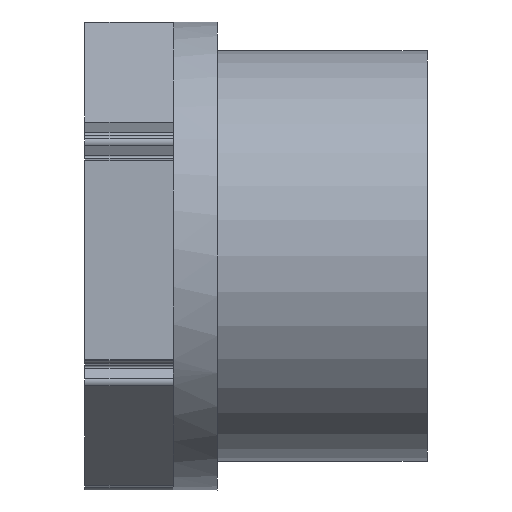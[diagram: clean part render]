
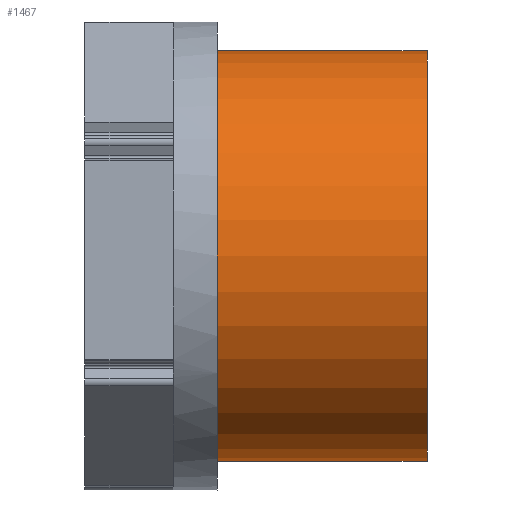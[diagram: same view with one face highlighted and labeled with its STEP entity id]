
A CAD part, left-side view. The second image highlights one B-rep face of the part: STEP entity #1467.
In plain terms, the highlighted cylindrical face has radius 9.3 mm (diameter 18.6 mm), a partial arc.
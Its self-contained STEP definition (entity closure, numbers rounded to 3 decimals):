
#11 = VECTOR ( 'NONE', #1358, 1000. ) ;
#65 = CIRCLE ( 'NONE', #256, 9.3 ) ;
#78 = DIRECTION ( 'NONE',  ( 0., 0., 1. ) ) ;
#86 = DIRECTION ( 'NONE',  ( 0., 0., 1. ) ) ;
#100 = CIRCLE ( 'NONE', #2093, 9.3 ) ;
#102 = CARTESIAN_POINT ( 'NONE',  ( 0., -9.5, 9.3 ) ) ;
#108 = ORIENTED_EDGE ( 'NONE', *, *, #839, .T. ) ;
#117 = CARTESIAN_POINT ( 'NONE',  ( 0., 0., -9.3 ) ) ;
#234 = CYLINDRICAL_SURFACE ( 'NONE', #1941, 9.3 ) ;
#256 = AXIS2_PLACEMENT_3D ( 'NONE', #2128, #1109, #86 ) ;
#359 = ORIENTED_EDGE ( 'NONE', *, *, #924, .T. ) ;
#399 = VECTOR ( 'NONE', #1299, 1000. ) ;
#404 = ORIENTED_EDGE ( 'NONE', *, *, #2139, .F. ) ;
#521 = LINE ( 'NONE', #1083, #11 ) ;
#679 = VERTEX_POINT ( 'NONE', #1242 ) ;
#681 = CARTESIAN_POINT ( 'NONE',  ( 0., -9.5, -9.3 ) ) ;
#803 = VERTEX_POINT ( 'NONE', #1052 ) ;
#839 = EDGE_CURVE ( 'NONE', #1502, #803, #100, .T. ) ;
#924 = EDGE_CURVE ( 'NONE', #803, #679, #2213, .T. ) ;
#1052 = CARTESIAN_POINT ( 'NONE',  ( 0., -9.5, 9.3 ) ) ;
#1083 = CARTESIAN_POINT ( 'NONE',  ( 0., -9.5, -9.3 ) ) ;
#1105 = DIRECTION ( 'NONE',  ( 0., 1., 0. ) ) ;
#1109 = DIRECTION ( 'NONE',  ( 0., 1., 0. ) ) ;
#1136 = FACE_OUTER_BOUND ( 'NONE', #1932, .T. ) ;
#1242 = CARTESIAN_POINT ( 'NONE',  ( 0., 0., 9.3 ) ) ;
#1299 = DIRECTION ( 'NONE',  ( 0., 1., 0. ) ) ;
#1358 = DIRECTION ( 'NONE',  ( 0., 1., 0. ) ) ;
#1467 = ADVANCED_FACE ( 'NONE', ( #1136 ), #234, .T. ) ;
#1502 = VERTEX_POINT ( 'NONE', #681 ) ;
#1505 = CARTESIAN_POINT ( 'NONE',  ( 0., -9.5, 0. ) ) ;
#1556 = EDGE_CURVE ( 'NONE', #1659, #679, #65, .T. ) ;
#1659 = VERTEX_POINT ( 'NONE', #117 ) ;
#1932 = EDGE_LOOP ( 'NONE', ( #404, #108, #359, #2046 ) ) ;
#1941 = AXIS2_PLACEMENT_3D ( 'NONE', #1505, #2014, #2192 ) ;
#2014 = DIRECTION ( 'NONE',  ( 0., 1., 0. ) ) ;
#2046 = ORIENTED_EDGE ( 'NONE', *, *, #1556, .F. ) ;
#2093 = AXIS2_PLACEMENT_3D ( 'NONE', #2123, #1105, #78 ) ;
#2123 = CARTESIAN_POINT ( 'NONE',  ( 0., -9.5, 0. ) ) ;
#2128 = CARTESIAN_POINT ( 'NONE',  ( 0., 0., 0. ) ) ;
#2139 = EDGE_CURVE ( 'NONE', #1502, #1659, #521, .T. ) ;
#2192 = DIRECTION ( 'NONE',  ( 0., 0., 1. ) ) ;
#2213 = LINE ( 'NONE', #102, #399 ) ;
